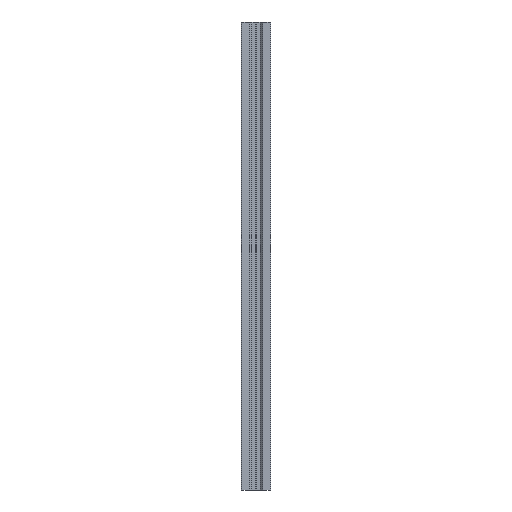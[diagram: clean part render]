
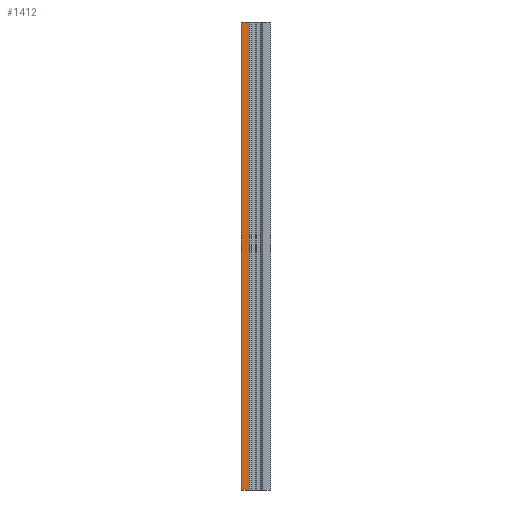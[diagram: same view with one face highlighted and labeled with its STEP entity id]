
A CAD part, left-side view. The second image highlights one B-rep face of the part: STEP entity #1412.
In plain terms, the highlighted planar face has unit normal (-1, 0, 0).
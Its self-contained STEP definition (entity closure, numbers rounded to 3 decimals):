
#29=FACE_OUTER_BOUND('',#101,.T.);
#101=EDGE_LOOP('',(#1015,#1016,#1017,#1018));
#203=LINE('',#1996,#400);
#253=LINE('',#2104,#450);
#255=LINE('',#2108,#452);
#256=LINE('',#2109,#453);
#400=VECTOR('',#1606,10.);
#450=VECTOR('',#1676,1000.);
#452=VECTOR('',#1680,1000.);
#453=VECTOR('',#1681,1000.);
#599=VERTEX_POINT('',#1993);
#600=VERTEX_POINT('',#1995);
#648=VERTEX_POINT('',#2103);
#649=VERTEX_POINT('',#2107);
#739=EDGE_CURVE('',#600,#599,#203,.T.);
#793=EDGE_CURVE('',#600,#648,#253,.T.);
#795=EDGE_CURVE('',#599,#649,#255,.T.);
#796=EDGE_CURVE('',#648,#649,#256,.T.);
#1015=ORIENTED_EDGE('',*,*,#739,.T.);
#1016=ORIENTED_EDGE('',*,*,#795,.T.);
#1017=ORIENTED_EDGE('',*,*,#796,.F.);
#1018=ORIENTED_EDGE('',*,*,#793,.F.);
#1346=PLANE('',#1503);
#1412=ADVANCED_FACE('',(#29),#1346,.T.);
#1503=AXIS2_PLACEMENT_3D('',#2106,#1678,#1679);
#1606=DIRECTION('',(0.,1.,0.));
#1676=DIRECTION('',(0.,0.,-1.));
#1678=DIRECTION('center_axis',(-1.,0.,0.));
#1679=DIRECTION('ref_axis',(0.,0.,1.));
#1680=DIRECTION('',(0.,0.,-1.));
#1681=DIRECTION('',(0.,1.,0.));
#1993=CARTESIAN_POINT('',(-10.,9.5,315.));
#1995=CARTESIAN_POINT('',(-10.,4.58,315.));
#1996=CARTESIAN_POINT('',(-10.,0.,315.));
#2103=CARTESIAN_POINT('',(-10.,4.58,0.));
#2104=CARTESIAN_POINT('',(-10.,4.58,500.));
#2106=CARTESIAN_POINT('Origin',(-10.,0.,500.));
#2107=CARTESIAN_POINT('',(-10.,9.5,0.));
#2108=CARTESIAN_POINT('',(-10.,9.5,500.));
#2109=CARTESIAN_POINT('',(-10.,0.,0.));
